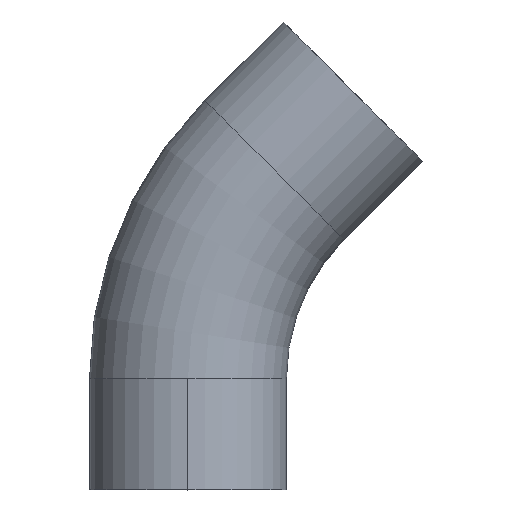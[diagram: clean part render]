
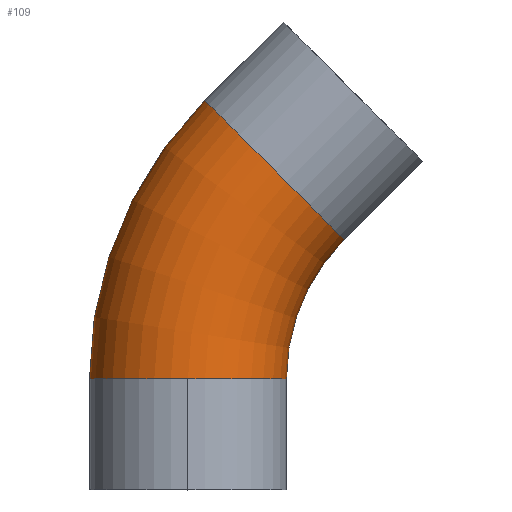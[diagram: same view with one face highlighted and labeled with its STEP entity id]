
A CAD part, top view. The second image highlights one B-rep face of the part: STEP entity #109.
In plain terms, the highlighted toroidal (fillet/blend) face has major radius 114 mm and minor radius 38.05 mm.
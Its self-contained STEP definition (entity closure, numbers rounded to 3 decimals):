
#1 = AXIS2_PLACEMENT_3D ( 'NONE', #226, #392, #268 ) ;
#13 = CARTESIAN_POINT ( 'NONE',  ( 0., 42.9, 0. ) ) ;
#17 = CARTESIAN_POINT ( 'NONE',  ( -38.05, 42.9, 0. ) ) ;
#40 = CIRCLE ( 'NONE', #91, 75.95 ) ;
#72 = DIRECTION ( 'NONE',  ( 0., 0., -1. ) ) ;
#84 = ORIENTED_EDGE ( 'NONE', *, *, #282, .T. ) ;
#91 = AXIS2_PLACEMENT_3D ( 'NONE', #108, #72, #211 ) ;
#100 = CARTESIAN_POINT ( 'NONE',  ( 114., 42.9, 0. ) ) ;
#108 = CARTESIAN_POINT ( 'NONE',  ( 114., 42.9, 0. ) ) ;
#109 = ADVANCED_FACE ( 'NONE', ( #286 ), #312, .T. ) ;
#112 = AXIS2_PLACEMENT_3D ( 'NONE', #13, #159, #309 ) ;
#122 = DIRECTION ( 'NONE',  ( -1., 0., 0. ) ) ;
#132 = DIRECTION ( 'NONE',  ( -1., 0., 0. ) ) ;
#152 = CARTESIAN_POINT ( 'NONE',  ( 6.484, 150.416, 0. ) ) ;
#156 = AXIS2_PLACEMENT_3D ( 'NONE', #462, #464, #122 ) ;
#159 = DIRECTION ( 'NONE',  ( 0., 1., 0. ) ) ;
#168 = DIRECTION ( 'NONE',  ( 0., 1., 0. ) ) ;
#169 = AXIS2_PLACEMENT_3D ( 'NONE', #100, #313, #132 ) ;
#184 = ORIENTED_EDGE ( 'NONE', *, *, #446, .F. ) ;
#211 = DIRECTION ( 'NONE',  ( -1., 0., 0. ) ) ;
#225 = VERTEX_POINT ( 'NONE', #299 ) ;
#226 = CARTESIAN_POINT ( 'NONE',  ( 33.39, 123.51, 0. ) ) ;
#228 = CARTESIAN_POINT ( 'NONE',  ( 38.05, 42.9, 0. ) ) ;
#238 = CIRCLE ( 'NONE', #112, 38.05 ) ;
#252 = VERTEX_POINT ( 'NONE', #152 ) ;
#264 = ORIENTED_EDGE ( 'NONE', *, *, #294, .F. ) ;
#268 = DIRECTION ( 'NONE',  ( 0., 0., 1. ) ) ;
#273 = CIRCLE ( 'NONE', #339, 38.05 ) ;
#282 = EDGE_CURVE ( 'NONE', #448, #371, #40, .T. ) ;
#284 = CIRCLE ( 'NONE', #156, 152.05 ) ;
#286 = FACE_OUTER_BOUND ( 'NONE', #459, .T. ) ;
#294 = EDGE_CURVE ( 'NONE', #252, #371, #314, .T. ) ;
#299 = CARTESIAN_POINT ( 'NONE',  ( 0., 42.9, 38.05 ) ) ;
#309 = DIRECTION ( 'NONE',  ( 0., 0., 1. ) ) ;
#312 = TOROIDAL_SURFACE ( 'NONE', #169, 114., 38.05 ) ;
#313 = DIRECTION ( 'NONE',  ( 0., 0., -1. ) ) ;
#314 = CIRCLE ( 'NONE', #1, 38.05 ) ;
#320 = CARTESIAN_POINT ( 'NONE',  ( 0., 42.9, 0. ) ) ;
#337 = ORIENTED_EDGE ( 'NONE', *, *, #482, .T. ) ;
#339 = AXIS2_PLACEMENT_3D ( 'NONE', #320, #168, #407 ) ;
#343 = ORIENTED_EDGE ( 'NONE', *, *, #454, .T. ) ;
#371 = VERTEX_POINT ( 'NONE', #466 ) ;
#392 = DIRECTION ( 'NONE',  ( 0.707, 0.707, 0. ) ) ;
#407 = DIRECTION ( 'NONE',  ( 0., 0., 1. ) ) ;
#446 = EDGE_CURVE ( 'NONE', #463, #252, #284, .T. ) ;
#448 = VERTEX_POINT ( 'NONE', #228 ) ;
#454 = EDGE_CURVE ( 'NONE', #463, #225, #238, .T. ) ;
#459 = EDGE_LOOP ( 'NONE', ( #184, #343, #337, #84, #264 ) ) ;
#462 = CARTESIAN_POINT ( 'NONE',  ( 114., 42.9, 0. ) ) ;
#463 = VERTEX_POINT ( 'NONE', #17 ) ;
#464 = DIRECTION ( 'NONE',  ( 0., 0., -1. ) ) ;
#466 = CARTESIAN_POINT ( 'NONE',  ( 60.295, 96.605, 0. ) ) ;
#482 = EDGE_CURVE ( 'NONE', #225, #448, #273, .T. ) ;
